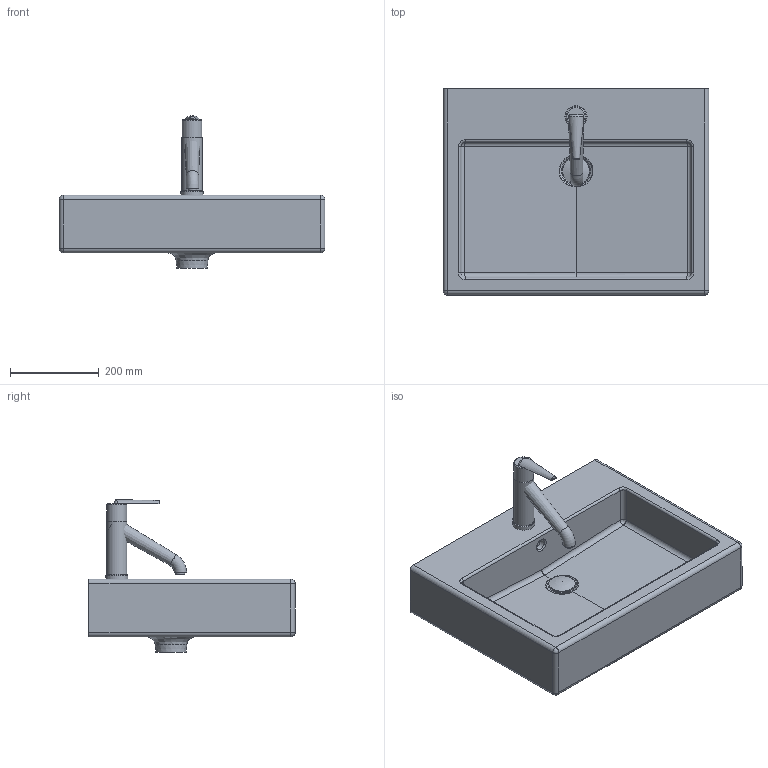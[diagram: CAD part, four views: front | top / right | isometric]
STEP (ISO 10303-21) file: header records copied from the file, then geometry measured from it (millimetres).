
FILE_DESCRIPTION((''),'2;1');
FILE_NAME('045460.stp','2007-03-16T07:20:18',('Huebner'),(''),'Autodesk Inventor 11','Autodesk Inventor 11','');
FILE_SCHEMA(('AUTOMOTIVE_DESIGN { 1 0 10303 214 1 1 1 1 }'));
Length unit declared in the file: millimetre
Products named in the file (9): 045460; Stopfen; Kelch; Hebel150vorlage; hebel1; Hebel1_150neu; Neoperl; Griff
Assembly tree (8 placements, depth 3):
  045460
    045460
    Stopfen
    Kelch
    Hebel150vorlage
      hebel1
      Hebel1_150neu
      Neoperl
      Griff
Bounding box: 600 x 465 x 344.34 mm (x, y, z)
Volume: 15968992.5 mm3; surface area: 1153265.9 mm2
Topology: 7 solids, 7 shells, 124 faces, 277 edges, 167 vertices
Faces by surface type: cylinder 46, plane 43, torus 13, bspline 12, cone 6, sphere 4
Full cylindrical faces by diameter (mm): 16 x1, 20 x3, 25 x1, 35 x2, 42 x1, 44 x1, 45 x1, 46 x1, 50 x1, 52 x1, 60 x1
Entity records: 5109 total; most frequent: CARTESIAN_POINT 2253, DIRECTION 598, ORIENTED_EDGE 484, AXIS2_PLACEMENT_3D 247, EDGE_CURVE 242, EDGE_LOOP 167, VERTEX_POINT 163, FACE_OUTER_BOUND 124
